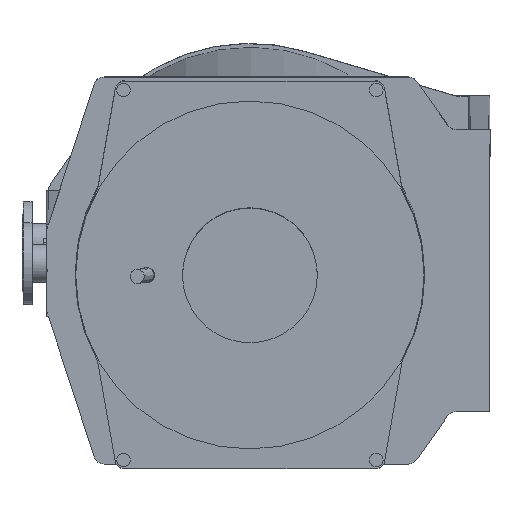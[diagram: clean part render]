
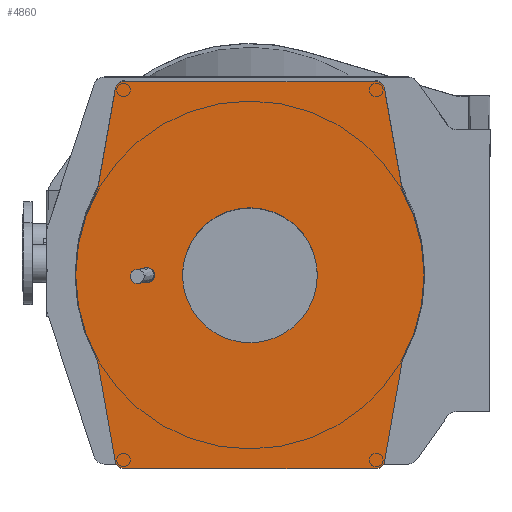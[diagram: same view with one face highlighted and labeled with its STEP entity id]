
A CAD part, left-side view. The second image highlights one B-rep face of the part: STEP entity #4860.
In plain terms, the highlighted face is planar.
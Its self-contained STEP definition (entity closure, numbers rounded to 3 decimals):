
#36=ELLIPSE('',#5400,19.5,17.5);
#136=FACE_BOUND('',#981,.T.);
#137=FACE_BOUND('',#982,.T.);
#359=CIRCLE('',#5384,160.);
#360=CIRCLE('',#5385,160.);
#373=CIRCLE('',#5403,50.);
#374=CIRCLE('',#5405,415.);
#375=CIRCLE('',#5407,50.);
#376=CIRCLE('',#5410,20.);
#377=CIRCLE('',#5413,20.);
#378=CIRCLE('',#5416,50.);
#379=CIRCLE('',#5418,415.);
#380=CIRCLE('',#5420,50.);
#381=CIRCLE('',#5423,20.);
#382=CIRCLE('',#5426,20.);
#730=FACE_OUTER_BOUND('',#980,.T.);
#980=EDGE_LOOP('',(#4429,#4430,#4431,#4432,#4433,#4434,#4435,#4436,#4437,
#4438,#4439,#4440,#4441,#4442,#4443,#4444));
#981=EDGE_LOOP('',(#4445,#4446));
#982=EDGE_LOOP('',(#4447));
#1394=LINE('',#8850,#1806);
#1397=LINE('',#8858,#1809);
#1400=LINE('',#8866,#1812);
#1405=LINE('',#8882,#1817);
#1408=LINE('',#8890,#1820);
#1411=LINE('',#8897,#1823);
#1806=VECTOR('',#6730,10.);
#1809=VECTOR('',#6739,10.);
#1812=VECTOR('',#6748,10.);
#1817=VECTOR('',#6767,10.);
#1820=VECTOR('',#6776,10.);
#1823=VECTOR('',#6785,10.);
#2269=VERTEX_POINT('',#8768);
#2270=VERTEX_POINT('',#8770);
#2289=VERTEX_POINT('',#8829);
#2291=VERTEX_POINT('',#8835);
#2292=VERTEX_POINT('',#8837);
#2293=VERTEX_POINT('',#8841);
#2294=VERTEX_POINT('',#8845);
#2295=VERTEX_POINT('',#8849);
#2296=VERTEX_POINT('',#8853);
#2297=VERTEX_POINT('',#8857);
#2298=VERTEX_POINT('',#8861);
#2299=VERTEX_POINT('',#8865);
#2300=VERTEX_POINT('',#8869);
#2301=VERTEX_POINT('',#8873);
#2302=VERTEX_POINT('',#8877);
#2303=VERTEX_POINT('',#8881);
#2304=VERTEX_POINT('',#8885);
#2305=VERTEX_POINT('',#8889);
#2306=VERTEX_POINT('',#8893);
#2973=EDGE_CURVE('',#2270,#2269,#359,.T.);
#2974=EDGE_CURVE('',#2269,#2270,#360,.T.);
#2993=EDGE_CURVE('',#2289,#2289,#36,.T.);
#2997=EDGE_CURVE('',#2292,#2291,#373,.T.);
#2999=EDGE_CURVE('',#2293,#2292,#374,.T.);
#3001=EDGE_CURVE('',#2294,#2293,#375,.T.);
#3003=EDGE_CURVE('',#2295,#2294,#1394,.T.);
#3005=EDGE_CURVE('',#2296,#2295,#376,.T.);
#3007=EDGE_CURVE('',#2297,#2296,#1397,.T.);
#3009=EDGE_CURVE('',#2298,#2297,#377,.T.);
#3011=EDGE_CURVE('',#2299,#2298,#1400,.T.);
#3013=EDGE_CURVE('',#2300,#2299,#378,.T.);
#3015=EDGE_CURVE('',#2301,#2300,#379,.T.);
#3017=EDGE_CURVE('',#2302,#2301,#380,.T.);
#3019=EDGE_CURVE('',#2303,#2302,#1405,.T.);
#3021=EDGE_CURVE('',#2304,#2303,#381,.T.);
#3023=EDGE_CURVE('',#2305,#2304,#1408,.T.);
#3025=EDGE_CURVE('',#2306,#2305,#382,.T.);
#3027=EDGE_CURVE('',#2291,#2306,#1411,.T.);
#4429=ORIENTED_EDGE('',*,*,#3027,.T.);
#4430=ORIENTED_EDGE('',*,*,#3025,.T.);
#4431=ORIENTED_EDGE('',*,*,#3023,.T.);
#4432=ORIENTED_EDGE('',*,*,#3021,.T.);
#4433=ORIENTED_EDGE('',*,*,#3019,.T.);
#4434=ORIENTED_EDGE('',*,*,#3017,.T.);
#4435=ORIENTED_EDGE('',*,*,#3015,.T.);
#4436=ORIENTED_EDGE('',*,*,#3013,.T.);
#4437=ORIENTED_EDGE('',*,*,#3011,.T.);
#4438=ORIENTED_EDGE('',*,*,#3009,.T.);
#4439=ORIENTED_EDGE('',*,*,#3007,.T.);
#4440=ORIENTED_EDGE('',*,*,#3005,.T.);
#4441=ORIENTED_EDGE('',*,*,#3003,.T.);
#4442=ORIENTED_EDGE('',*,*,#3001,.T.);
#4443=ORIENTED_EDGE('',*,*,#2999,.T.);
#4444=ORIENTED_EDGE('',*,*,#2997,.T.);
#4445=ORIENTED_EDGE('',*,*,#2973,.T.);
#4446=ORIENTED_EDGE('',*,*,#2974,.T.);
#4447=ORIENTED_EDGE('',*,*,#2993,.T.);
#4637=PLANE('',#5428);
#4860=ADVANCED_FACE('',(#730,#136,#137),#4637,.T.);
#5384=AXIS2_PLACEMENT_3D('',#8771,#6669,#6670);
#5385=AXIS2_PLACEMENT_3D('',#8772,#6671,#6672);
#5400=AXIS2_PLACEMENT_3D('',#8830,#6707,#6708);
#5403=AXIS2_PLACEMENT_3D('',#8838,#6715,#6716);
#5405=AXIS2_PLACEMENT_3D('',#8842,#6720,#6721);
#5407=AXIS2_PLACEMENT_3D('',#8846,#6725,#6726);
#5410=AXIS2_PLACEMENT_3D('',#8854,#6734,#6735);
#5413=AXIS2_PLACEMENT_3D('',#8862,#6743,#6744);
#5416=AXIS2_PLACEMENT_3D('',#8870,#6752,#6753);
#5418=AXIS2_PLACEMENT_3D('',#8874,#6757,#6758);
#5420=AXIS2_PLACEMENT_3D('',#8878,#6762,#6763);
#5423=AXIS2_PLACEMENT_3D('',#8886,#6771,#6772);
#5426=AXIS2_PLACEMENT_3D('',#8894,#6780,#6781);
#5428=AXIS2_PLACEMENT_3D('',#8898,#6786,#6787);
#6669=DIRECTION('center_axis',(0.,0.,-1.));
#6670=DIRECTION('ref_axis',(1.,0.,0.));
#6671=DIRECTION('center_axis',(0.,0.,-1.));
#6672=DIRECTION('ref_axis',(1.,0.,0.));
#6707=DIRECTION('center_axis',(0.,0.,-1.));
#6708=DIRECTION('ref_axis',(0.,-1.,0.));
#6715=DIRECTION('center_axis',(0.,0.,-1.));
#6716=DIRECTION('ref_axis',(-0.174,0.985,0.));
#6720=DIRECTION('center_axis',(0.,0.,1.));
#6721=DIRECTION('ref_axis',(0.474,0.881,0.));
#6725=DIRECTION('center_axis',(0.,0.,-1.));
#6726=DIRECTION('ref_axis',(0.474,0.881,0.));
#6730=DIRECTION('',(-0.985,0.174,0.));
#6734=DIRECTION('center_axis',(0.,0.,1.));
#6735=DIRECTION('ref_axis',(1.,0.,0.));
#6739=DIRECTION('',(0.,1.,0.));
#6743=DIRECTION('center_axis',(0.,0.,1.));
#6744=DIRECTION('ref_axis',(0.,-1.,0.));
#6748=DIRECTION('',(0.985,0.174,0.));
#6752=DIRECTION('center_axis',(0.,0.,-1.));
#6753=DIRECTION('ref_axis',(0.174,-0.985,0.));
#6757=DIRECTION('center_axis',(0.,0.,1.));
#6758=DIRECTION('ref_axis',(-0.474,-0.881,0.));
#6762=DIRECTION('center_axis',(0.,0.,-1.));
#6763=DIRECTION('ref_axis',(-0.474,-0.881,0.));
#6767=DIRECTION('',(0.985,-0.174,0.));
#6771=DIRECTION('center_axis',(0.,0.,1.));
#6772=DIRECTION('ref_axis',(-1.,0.,0.));
#6776=DIRECTION('',(0.,-1.,0.));
#6780=DIRECTION('center_axis',(0.,0.,1.));
#6781=DIRECTION('ref_axis',(0.,1.,0.));
#6785=DIRECTION('',(-0.985,-0.174,0.));
#6786=DIRECTION('center_axis',(0.,0.,1.));
#6787=DIRECTION('ref_axis',(1.,0.,0.));
#8768=CARTESIAN_POINT('',(-160.,0.,194.));
#8770=CARTESIAN_POINT('',(160.,0.,194.));
#8771=CARTESIAN_POINT('Origin',(0.,0.,194.));
#8772=CARTESIAN_POINT('Origin',(0.,0.,194.));
#8829=CARTESIAN_POINT('',(0.,264.5,194.));
#8830=CARTESIAN_POINT('Origin',(0.,245.,194.));
#8835=CARTESIAN_POINT('',(-211.598,360.273,194.));
#8837=CARTESIAN_POINT('',(-196.594,365.48,194.));
#8838=CARTESIAN_POINT('Origin',(-220.28,409.514,194.));
#8841=CARTESIAN_POINT('',(196.594,365.48,194.));
#8842=CARTESIAN_POINT('Origin',(0.,0.,194.));
#8845=CARTESIAN_POINT('',(211.598,360.273,194.));
#8846=CARTESIAN_POINT('Origin',(220.28,409.514,194.));
#8849=CARTESIAN_POINT('',(440.,320.,194.));
#8850=CARTESIAN_POINT('',(440.,320.,194.));
#8853=CARTESIAN_POINT('',(460.,300.,194.));
#8854=CARTESIAN_POINT('Origin',(440.,300.,194.));
#8857=CARTESIAN_POINT('',(460.,-300.,194.));
#8858=CARTESIAN_POINT('',(460.,-300.,194.));
#8861=CARTESIAN_POINT('',(440.,-320.,194.));
#8862=CARTESIAN_POINT('Origin',(440.,-300.,194.));
#8865=CARTESIAN_POINT('',(211.598,-360.273,194.));
#8866=CARTESIAN_POINT('',(211.598,-360.273,194.));
#8869=CARTESIAN_POINT('',(196.594,-365.48,194.));
#8870=CARTESIAN_POINT('Origin',(220.28,-409.514,194.));
#8873=CARTESIAN_POINT('',(-196.594,-365.48,194.));
#8874=CARTESIAN_POINT('Origin',(0.,0.,194.));
#8877=CARTESIAN_POINT('',(-211.598,-360.273,194.));
#8878=CARTESIAN_POINT('Origin',(-220.28,-409.514,194.));
#8881=CARTESIAN_POINT('',(-440.,-320.,194.));
#8882=CARTESIAN_POINT('',(-440.,-320.,194.));
#8885=CARTESIAN_POINT('',(-460.,-300.,194.));
#8886=CARTESIAN_POINT('Origin',(-440.,-300.,194.));
#8889=CARTESIAN_POINT('',(-460.,300.,194.));
#8890=CARTESIAN_POINT('',(-460.,300.,194.));
#8893=CARTESIAN_POINT('',(-440.,320.,194.));
#8894=CARTESIAN_POINT('Origin',(-440.,300.,194.));
#8897=CARTESIAN_POINT('',(-211.598,360.273,194.));
#8898=CARTESIAN_POINT('Origin',(0.,0.,194.));
